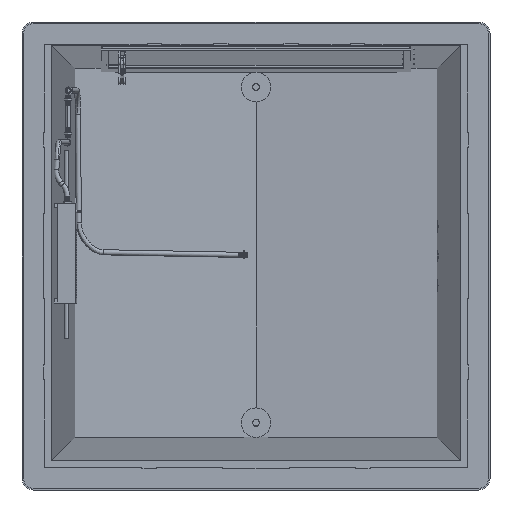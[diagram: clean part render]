
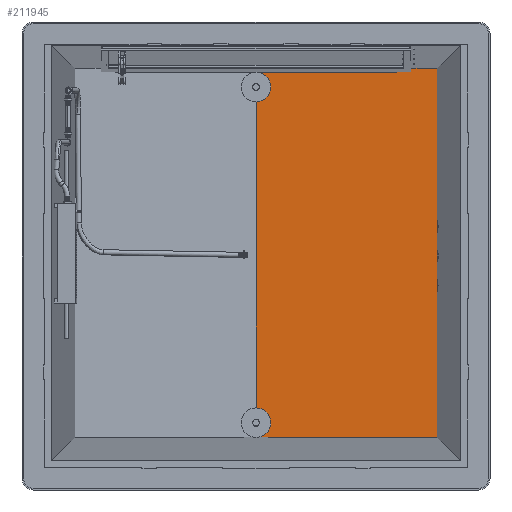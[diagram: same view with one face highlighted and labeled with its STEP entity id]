
A CAD part, front view. The second image highlights one B-rep face of the part: STEP entity #211945.
In plain terms, the highlighted planar face has unit normal (-0.062, -0.998, 0).
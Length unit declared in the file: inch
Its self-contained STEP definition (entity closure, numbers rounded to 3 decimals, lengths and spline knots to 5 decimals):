
#1671 = CARTESIAN_POINT ( 'NONE',  ( 0., 82.49756, -28.58352 ) ) ;
#2064 = CARTESIAN_POINT ( 'NONE',  ( 26.3125, 80.85303, 31.2636 ) ) ;
#3381 = DIRECTION ( 'NONE',  ( 0., 0., -1. ) ) ;
#6134 = EDGE_CURVE ( 'NONE', #215874, #165813, #85802, .T. ) ;
#7729 = CARTESIAN_POINT ( 'NONE',  ( 5.15044, 82.17566, 31.19986 ) ) ;
#10876 = EDGE_CURVE ( 'NONE', #158205, #111161, #70004, .T. ) ;
#11192 = ORIENTED_EDGE ( 'NONE', *, *, #131327, .T. ) ;
#12988 = VERTEX_POINT ( 'NONE', #210449 ) ;
#20540 = CARTESIAN_POINT ( 'NONE',  ( 0., 82.49756, 36. ) ) ;
#32338 = CARTESIAN_POINT ( 'NONE',  ( 30.80664, 80.57215, -30.9017 ) ) ;
#35795 = CARTESIAN_POINT ( 'NONE',  ( 5.14856, 82.17578, 31.82558 ) ) ;
#35947 = VECTOR ( 'NONE', #207800, 39.37008 ) ;
#41049 =( BOUNDED_CURVE ( )  B_SPLINE_CURVE ( 3, ( #93692, #43461, #177148, #212346 ),
 .UNSPECIFIED., .F., .F. ) 
 B_SPLINE_CURVE_WITH_KNOTS ( ( 4, 4 ),
 ( 4.71239, 7.85398 ),
 .UNSPECIFIED. ) 
 CURVE ( )  GEOMETRIC_REPRESENTATION_ITEM ( )  RATIONAL_B_SPLINE_CURVE ( ( 1., 0.333, 0.333, 1. ) ) 
 REPRESENTATION_ITEM ( '' )  );
#41921 = CARTESIAN_POINT ( 'NONE',  ( 0., 82.49756, 28.42759 ) ) ;
#43461 = CARTESIAN_POINT ( 'NONE',  ( 0.5312, 82.46436, 28.95879 ) ) ;
#43699 = DIRECTION ( 'NONE',  ( 0., 0., -1. ) ) ;
#45230 = VECTOR ( 'NONE', #71148, 39.37008 ) ;
#51794 = VERTEX_POINT ( 'NONE', #32338 ) ;
#57166 = VECTOR ( 'NONE', #77330, 39.37008 ) ;
#60241 = EDGE_CURVE ( 'NONE', #158205, #51794, #91687, .T. ) ;
#61808 = VERTEX_POINT ( 'NONE', #1671 ) ;
#63054 = CARTESIAN_POINT ( 'NONE',  ( 0.5312, 82.46436, -28.58352 ) ) ;
#65506 = DIRECTION ( 'NONE',  ( 0.062, 0.998, 0. ) ) ;
#70004 = LINE ( 'NONE', #35795, #45230 ) ;
#70678 = VECTOR ( 'NONE', #43699, 39.37008 ) ;
#71148 = DIRECTION ( 'NONE',  ( -0.998, 0.062, -0.003 ) ) ;
#73474 = CARTESIAN_POINT ( 'NONE',  ( 4.93554, 82.18909, -30.82377 ) ) ;
#74003 = VECTOR ( 'NONE', #126031, 39.37008 ) ;
#75076 = EDGE_CURVE ( 'NONE', #111161, #202059, #144683, .T. ) ;
#76374 = ORIENTED_EDGE ( 'NONE', *, *, #113153, .F. ) ;
#77330 = DIRECTION ( 'NONE',  ( 0.998, -0.062, 0.003 ) ) ;
#84741 = VECTOR ( 'NONE', #174416, 39.37008 ) ;
#85802 = LINE ( 'NONE', #189623, #35947 ) ;
#91687 = LINE ( 'NONE', #96154, #70678 ) ;
#93692 = CARTESIAN_POINT ( 'NONE',  ( 0., 82.49756, 28.95879 ) ) ;
#96154 = CARTESIAN_POINT ( 'NONE',  ( 30.80664, 80.57215, 36. ) ) ;
#105107 = ORIENTED_EDGE ( 'NONE', *, *, #171345, .T. ) ;
#109726 = ORIENTED_EDGE ( 'NONE', *, *, #178146, .T. ) ;
#111161 = VERTEX_POINT ( 'NONE', #211474 ) ;
#113153 = EDGE_CURVE ( 'NONE', #51794, #131358, #143253, .T. ) ;
#114124 = CARTESIAN_POINT ( 'NONE',  ( 0., 82.49756, -28.05232 ) ) ;
#118892 = CARTESIAN_POINT ( 'NONE',  ( 0.5312, 82.46436, -28.05232 ) ) ;
#119818 = ORIENTED_EDGE ( 'NONE', *, *, #183663, .F. ) ;
#120315 = VECTOR ( 'NONE', #3381, 39.37008 ) ;
#120835 = ORIENTED_EDGE ( 'NONE', *, *, #168887, .T. ) ;
#126031 = DIRECTION ( 'NONE',  ( -0.998, 0.062, 0.003 ) ) ;
#127030 = VECTOR ( 'NONE', #159475, 39.37008 ) ;
#130779 = CARTESIAN_POINT ( 'NONE',  ( 5.13603, 82.17656, 36. ) ) ;
#131327 = EDGE_CURVE ( 'NONE', #61808, #131358, #195015, .T. ) ;
#131358 = VERTEX_POINT ( 'NONE', #174654 ) ;
#137695 = VERTEX_POINT ( 'NONE', #152223 ) ;
#143253 = LINE ( 'NONE', #73474, #74003 ) ;
#144683 = LINE ( 'NONE', #157210, #127030 ) ;
#152223 = CARTESIAN_POINT ( 'NONE',  ( 0., 82.49756, 31.18434 ) ) ;
#152546 =( BOUNDED_CURVE ( )  B_SPLINE_CURVE ( 3, ( #220469, #118892, #63054, #203309 ),
 .UNSPECIFIED., .F., .F. ) 
 B_SPLINE_CURVE_WITH_KNOTS ( ( 4, 4 ),
 ( 4.71239, 7.85398 ),
 .UNSPECIFIED. ) 
 CURVE ( )  GEOMETRIC_REPRESENTATION_ITEM ( )  RATIONAL_B_SPLINE_CURVE ( ( 1., 0.333, 0.333, 1. ) ) 
 REPRESENTATION_ITEM ( '' )  );
#157210 = CARTESIAN_POINT ( 'NONE',  ( 26.3125, 80.85303, 36. ) ) ;
#158205 = VERTEX_POINT ( 'NONE', #182249 ) ;
#159475 = DIRECTION ( 'NONE',  ( 0., 0., -1. ) ) ;
#163905 = ORIENTED_EDGE ( 'NONE', *, *, #6134, .T. ) ;
#164179 = LINE ( 'NONE', #7729, #57166 ) ;
#164517 = ORIENTED_EDGE ( 'NONE', *, *, #10876, .T. ) ;
#165813 = VERTEX_POINT ( 'NONE', #114124 ) ;
#167249 = DIRECTION ( 'NONE',  ( -0.998, 0.062, 0. ) ) ;
#168887 = EDGE_CURVE ( 'NONE', #12988, #215874, #41049, .T. ) ;
#171345 = EDGE_CURVE ( 'NONE', #137695, #12988, #225679, .T. ) ;
#174416 = DIRECTION ( 'NONE',  ( 0., 0., -1. ) ) ;
#174654 = CARTESIAN_POINT ( 'NONE',  ( 0., 82.49756, -30.80891 ) ) ;
#177148 = CARTESIAN_POINT ( 'NONE',  ( 0.5312, 82.46436, 28.42759 ) ) ;
#178146 = EDGE_CURVE ( 'NONE', #165813, #61808, #152546, .T. ) ;
#182249 = CARTESIAN_POINT ( 'NONE',  ( 30.80664, 80.57215, 31.90286 ) ) ;
#183663 = EDGE_CURVE ( 'NONE', #137695, #202059, #164179, .T. ) ;
#186519 = FACE_OUTER_BOUND ( 'NONE', #195675, .T. ) ;
#189623 = CARTESIAN_POINT ( 'NONE',  ( 0., 82.49756, 36. ) ) ;
#195015 = LINE ( 'NONE', #20540, #120315 ) ;
#195675 = EDGE_LOOP ( 'NONE', ( #163905, #109726, #11192, #76374, #219940, #164517, #217546, #119818, #105107, #120835 ) ) ;
#197794 = AXIS2_PLACEMENT_3D ( 'NONE', #130779, #65506, #167249 ) ;
#202059 = VERTEX_POINT ( 'NONE', #2064 ) ;
#203309 = CARTESIAN_POINT ( 'NONE',  ( 0., 82.49756, -28.58352 ) ) ;
#203540 = PLANE ( 'NONE',  #197794 ) ;
#207800 = DIRECTION ( 'NONE',  ( 0., 0., -1. ) ) ;
#208519 = CARTESIAN_POINT ( 'NONE',  ( 0., 82.49756, 36. ) ) ;
#210449 = CARTESIAN_POINT ( 'NONE',  ( 0., 82.49756, 28.95879 ) ) ;
#211474 = CARTESIAN_POINT ( 'NONE',  ( 26.3125, 80.85303, 31.88932 ) ) ;
#211945 = ADVANCED_FACE ( 'NONE', ( #186519 ), #203540, .F. ) ;
#212346 = CARTESIAN_POINT ( 'NONE',  ( 0., 82.49756, 28.42759 ) ) ;
#215874 = VERTEX_POINT ( 'NONE', #41921 ) ;
#217546 = ORIENTED_EDGE ( 'NONE', *, *, #75076, .T. ) ;
#219940 = ORIENTED_EDGE ( 'NONE', *, *, #60241, .F. ) ;
#220469 = CARTESIAN_POINT ( 'NONE',  ( 0., 82.49756, -28.05232 ) ) ;
#225679 = LINE ( 'NONE', #208519, #84741 ) ;
